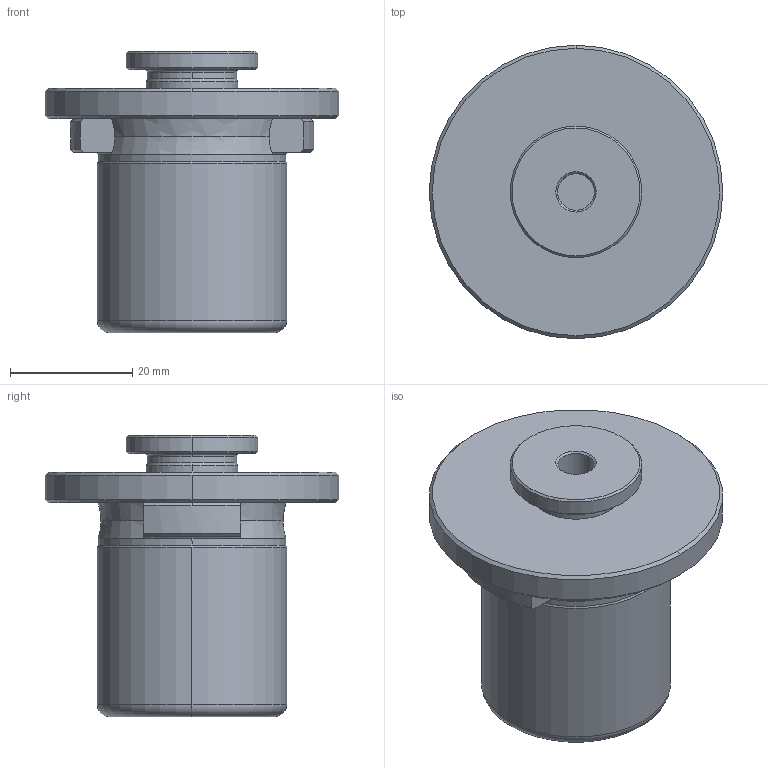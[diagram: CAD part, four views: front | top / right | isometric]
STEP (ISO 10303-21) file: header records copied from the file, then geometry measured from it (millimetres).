
FILE_DESCRIPTION (( 'STEP AP203' ), '1' );
FILE_NAME ('KWE2 DIA 6.00 SQ 4.90.STEP', '2019-04-13T10:39:33', ( '' ), ( '' ), 'SwSTEP 2.0', 'SolidWorks 2014', '' );
FILE_SCHEMA (( 'CONFIG_CONTROL_DESIGN' ));
Length unit declared in the file: millimetre
Products named in the file (1): KWE2 DIA 6.00 SQ 4.90
Bounding box: 48 x 48 x 46 mm (x, y, z)
Volume: 36990.1 mm3; surface area: 8802.1 mm2
Topology: 1 solids, 1 shells, 61 faces, 142 edges, 87 vertices
Faces by surface type: cone 22, cylinder 17, plane 12, torus 6, bspline 4
Entity records: 1913 total; most frequent: CARTESIAN_POINT 438, DIRECTION 313, ORIENTED_EDGE 284, EDGE_CURVE 142, AXIS2_PLACEMENT_3D 134, VERTEX_POINT 87, CIRCLE 76, EDGE_LOOP 65
